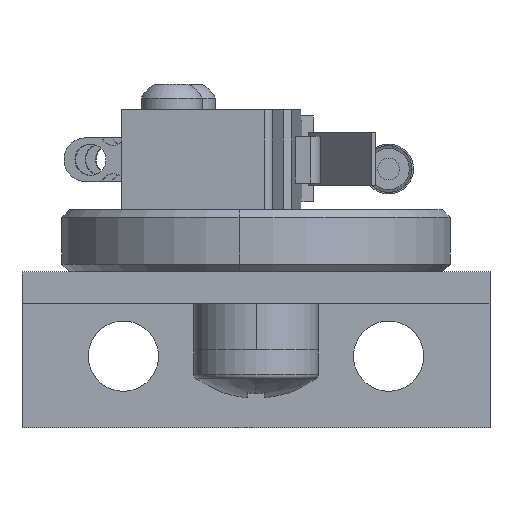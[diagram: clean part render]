
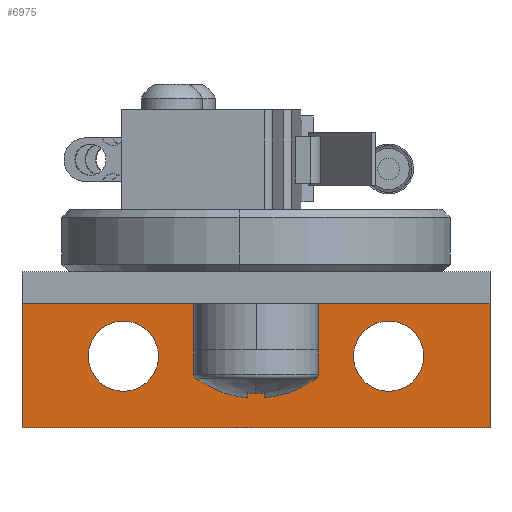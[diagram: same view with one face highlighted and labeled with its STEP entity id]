
A CAD part, front view. The second image highlights one B-rep face of the part: STEP entity #6975.
In plain terms, the highlighted face is planar.
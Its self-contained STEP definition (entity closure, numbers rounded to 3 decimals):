
#193 = AXIS2_PLACEMENT_3D ( 'NONE', #6619, #6523, #8285 ) ;
#530 = DIRECTION ( 'NONE',  ( 0., 1., 0. ) ) ;
#546 = VECTOR ( 'NONE', #756, 1000. ) ;
#619 = DIRECTION ( 'NONE',  ( 0., 0., -1. ) ) ;
#756 = DIRECTION ( 'NONE',  ( -1., 0., 0. ) ) ;
#945 = VERTEX_POINT ( 'NONE', #1477 ) ;
#1014 = CARTESIAN_POINT ( 'NONE',  ( -15., 2., 2. ) ) ;
#1401 = CARTESIAN_POINT ( 'NONE',  ( 8.5, 2., 5.4 ) ) ;
#1438 = DIRECTION ( 'NONE',  ( 0., 0., 1. ) ) ;
#1456 = VERTEX_POINT ( 'NONE', #6014 ) ;
#1477 = CARTESIAN_POINT ( 'NONE',  ( 15., 2., 2. ) ) ;
#1586 = ORIENTED_EDGE ( 'NONE', *, *, #9046, .F. ) ;
#1599 = CARTESIAN_POINT ( 'NONE',  ( 15., 2., 10. ) ) ;
#2056 = VECTOR ( 'NONE', #6962, 1000. ) ;
#2065 = CARTESIAN_POINT ( 'NONE',  ( -15., 2., 10. ) ) ;
#2093 = CIRCLE ( 'NONE', #8983, 2.25 ) ;
#2146 = CARTESIAN_POINT ( 'NONE',  ( 15., 2., 0. ) ) ;
#2248 = DIRECTION ( 'NONE',  ( 0., 1., 0. ) ) ;
#2641 = VERTEX_POINT ( 'NONE', #1014 ) ;
#2698 = LINE ( 'NONE', #5665, #546 ) ;
#2809 = CARTESIAN_POINT ( 'NONE',  ( -8.5, 2., 7.65 ) ) ;
#3295 = ORIENTED_EDGE ( 'NONE', *, *, #9902, .F. ) ;
#3460 = AXIS2_PLACEMENT_3D ( 'NONE', #2146, #5523, #619 ) ;
#3913 = EDGE_CURVE ( 'NONE', #4501, #4588, #4994, .T. ) ;
#3997 = FACE_BOUND ( 'NONE', #9444, .T. ) ;
#4047 = VERTEX_POINT ( 'NONE', #1599 ) ;
#4070 = AXIS2_PLACEMENT_3D ( 'NONE', #10452, #530, #9601 ) ;
#4501 = VERTEX_POINT ( 'NONE', #2809 ) ;
#4588 = VERTEX_POINT ( 'NONE', #4691 ) ;
#4691 = CARTESIAN_POINT ( 'NONE',  ( -8.5, 2., 3.15 ) ) ;
#4994 = CIRCLE ( 'NONE', #4070, 2.25 ) ;
#5155 = VERTEX_POINT ( 'NONE', #6145 ) ;
#5231 = CARTESIAN_POINT ( 'NONE',  ( -15., 2., 0. ) ) ;
#5293 = LINE ( 'NONE', #8654, #2056 ) ;
#5443 = VECTOR ( 'NONE', #6809, 1000. ) ;
#5523 = DIRECTION ( 'NONE',  ( 0., -1., 0. ) ) ;
#5645 = EDGE_CURVE ( 'NONE', #2641, #8589, #6877, .T. ) ;
#5665 = CARTESIAN_POINT ( 'NONE',  ( 15., 2., 2. ) ) ;
#5979 = ORIENTED_EDGE ( 'NONE', *, *, #8138, .F. ) ;
#6008 = CARTESIAN_POINT ( 'NONE',  ( -8.5, 2., 5.4 ) ) ;
#6014 = CARTESIAN_POINT ( 'NONE',  ( 8.5, 2., 7.65 ) ) ;
#6108 = CARTESIAN_POINT ( 'NONE',  ( 15., 2., 10. ) ) ;
#6145 = CARTESIAN_POINT ( 'NONE',  ( 8.5, 2., 3.15 ) ) ;
#6286 = VECTOR ( 'NONE', #8609, 1000. ) ;
#6327 = EDGE_LOOP ( 'NONE', ( #10206, #10001, #1586, #6540 ) ) ;
#6523 = DIRECTION ( 'NONE',  ( 0., 1., 0. ) ) ;
#6540 = ORIENTED_EDGE ( 'NONE', *, *, #7076, .T. ) ;
#6581 = FACE_BOUND ( 'NONE', #9295, .T. ) ;
#6619 = CARTESIAN_POINT ( 'NONE',  ( 8.5, 2., 5.4 ) ) ;
#6809 = DIRECTION ( 'NONE',  ( 0., 0., 1. ) ) ;
#6877 = LINE ( 'NONE', #5231, #5443 ) ;
#6962 = DIRECTION ( 'NONE',  ( 0., 0., 1. ) ) ;
#6975 = ADVANCED_FACE ( 'NONE', ( #6581, #3997, #9553 ), #7989, .F. ) ;
#7076 = EDGE_CURVE ( 'NONE', #945, #2641, #2698, .T. ) ;
#7459 = CIRCLE ( 'NONE', #193, 2.25 ) ;
#7764 = ORIENTED_EDGE ( 'NONE', *, *, #3913, .F. ) ;
#7881 = EDGE_CURVE ( 'NONE', #4047, #8589, #10558, .T. ) ;
#7989 = PLANE ( 'NONE',  #3460 ) ;
#8138 = EDGE_CURVE ( 'NONE', #5155, #1456, #7459, .T. ) ;
#8282 = AXIS2_PLACEMENT_3D ( 'NONE', #6008, #8499, #9201 ) ;
#8285 = DIRECTION ( 'NONE',  ( 0., 0., 1. ) ) ;
#8499 = DIRECTION ( 'NONE',  ( 0., 1., 0. ) ) ;
#8589 = VERTEX_POINT ( 'NONE', #2065 ) ;
#8609 = DIRECTION ( 'NONE',  ( -1., 0., 0. ) ) ;
#8654 = CARTESIAN_POINT ( 'NONE',  ( 15., 2., 0. ) ) ;
#8983 = AXIS2_PLACEMENT_3D ( 'NONE', #1401, #2248, #1438 ) ;
#9046 = EDGE_CURVE ( 'NONE', #945, #4047, #5293, .T. ) ;
#9057 = CIRCLE ( 'NONE', #8282, 2.25 ) ;
#9176 = EDGE_CURVE ( 'NONE', #1456, #5155, #2093, .T. ) ;
#9201 = DIRECTION ( 'NONE',  ( 0., 0., 1. ) ) ;
#9295 = EDGE_LOOP ( 'NONE', ( #7764, #3295 ) ) ;
#9444 = EDGE_LOOP ( 'NONE', ( #10632, #5979 ) ) ;
#9553 = FACE_OUTER_BOUND ( 'NONE', #6327, .T. ) ;
#9601 = DIRECTION ( 'NONE',  ( 0., 0., 1. ) ) ;
#9902 = EDGE_CURVE ( 'NONE', #4588, #4501, #9057, .T. ) ;
#10001 = ORIENTED_EDGE ( 'NONE', *, *, #7881, .F. ) ;
#10206 = ORIENTED_EDGE ( 'NONE', *, *, #5645, .T. ) ;
#10452 = CARTESIAN_POINT ( 'NONE',  ( -8.5, 2., 5.4 ) ) ;
#10558 = LINE ( 'NONE', #6108, #6286 ) ;
#10632 = ORIENTED_EDGE ( 'NONE', *, *, #9176, .F. ) ;
